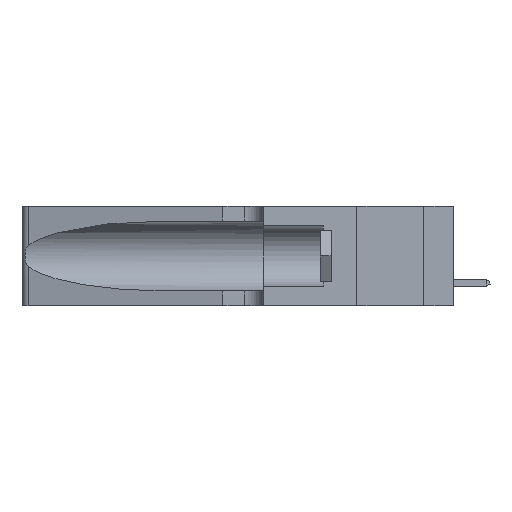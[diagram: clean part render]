
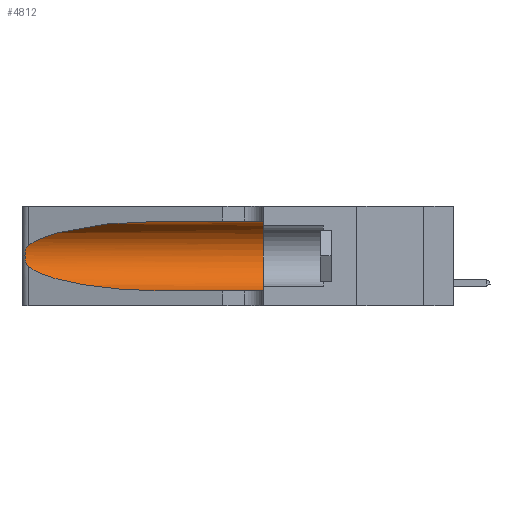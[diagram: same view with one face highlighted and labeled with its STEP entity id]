
A CAD part, left-side view. The second image highlights one B-rep face of the part: STEP entity #4812.
In plain terms, the highlighted cylindrical face has radius 3.308 mm (diameter 6.617 mm), a partial arc.
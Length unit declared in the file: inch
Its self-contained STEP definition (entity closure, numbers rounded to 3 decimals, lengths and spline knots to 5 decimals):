
#715 = ORIENTED_EDGE ( 'NONE', *, *, #14782, .T. ) ;
#1669 = VECTOR ( 'NONE', #33784, 39.37008 ) ;
#1682 = VERTEX_POINT ( 'NONE', #34386 ) ;
#1854 = DIRECTION ( 'NONE',  ( 0., 1., 0. ) ) ;
#3087 = VERTEX_POINT ( 'NONE', #8137 ) ;
#3142 = CARTESIAN_POINT ( 'NONE',  ( 0.2373, 1.15595, 0.08982 ) ) ;
#3863 = CARTESIAN_POINT ( 'NONE',  ( 0.18966, 0.96281, 0.31525 ) ) ;
#4108 = B_SPLINE_CURVE_WITH_KNOTS ( 'NONE', 3,
 ( #10763, #14309, #39707, #23525, #37036, #20416, #20560, #26809, #17583, #4273, #26956, #7520, #30247, #23813 ),
 .UNSPECIFIED., .F., .F.,
 ( 4, 2, 2, 2, 2, 2, 4 ),
 ( 0., 0.00027, 0.00053, 0.00107, 0.0016, 0.00187, 0.00214 ),
 .UNSPECIFIED. ) ;
#4273 = CARTESIAN_POINT ( 'NONE',  ( 0.25856, 1.23593, 0.16098 ) ) ;
#4812 = ADVANCED_FACE ( 'NONE', ( #12508 ), #38408, .F. ) ;
#5524 = CARTESIAN_POINT ( 'NONE',  ( 0.1305, 0.35, 0.185 ) ) ;
#5730 = LINE ( 'NONE', #27076, #1669 ) ;
#6892 = CIRCLE ( 'NONE', #15445, 0.13025 ) ;
#7520 = CARTESIAN_POINT ( 'NONE',  ( 0.25639, 1.23186, 0.15144 ) ) ;
#7832 = ORIENTED_EDGE ( 'NONE', *, *, #16847, .T. ) ;
#7915 = CARTESIAN_POINT ( 'NONE',  ( 0.25487, 1.22718, 0.14631 ) ) ;
#7949 = CARTESIAN_POINT ( 'NONE',  ( 0.1305, 0.35, 0.31525 ) ) ;
#8137 = CARTESIAN_POINT ( 'NONE',  ( 0.1305, 0.72297, 0.31525 ) ) ;
#8362 = VERTEX_POINT ( 'NONE', #16298 ) ;
#10567 = VERTEX_POINT ( 'NONE', #7949 ) ;
#10709 = LINE ( 'NONE', #22439, #17870 ) ;
#10763 = CARTESIAN_POINT ( 'NONE',  ( 0.25487, 1.22718, 0.22369 ) ) ;
#11377 = VERTEX_POINT ( 'NONE', #7915 ) ;
#12424 = ORIENTED_EDGE ( 'NONE', *, *, #25912, .T. ) ;
#12508 = FACE_OUTER_BOUND ( 'NONE', #27594, .T. ) ;
#13625 = CARTESIAN_POINT ( 'NONE',  ( 0.1305, 0.72297, 0.31525 ) ) ;
#14309 = CARTESIAN_POINT ( 'NONE',  ( 0.25555, 1.22994, 0.2215 ) ) ;
#14782 = EDGE_CURVE ( 'NONE', #11377, #36494, #28563, .T. ) ;
#15445 = AXIS2_PLACEMENT_3D ( 'NONE', #5524, #1854, #27799 ) ;
#15694 = ORIENTED_EDGE ( 'NONE', *, *, #34332, .T. ) ;
#16042 =( BOUNDED_CURVE ( )  B_SPLINE_CURVE ( 3, ( #13625, #3863, #26398, #26544 ),
 .UNSPECIFIED., .F., .F. ) 
 B_SPLINE_CURVE_WITH_KNOTS ( ( 4, 4 ),
 ( 1.5708, 2.84003 ),
 .UNSPECIFIED. ) 
 CURVE ( )  GEOMETRIC_REPRESENTATION_ITEM ( )  RATIONAL_B_SPLINE_CURVE ( ( 1., 0.87, 0.87, 1. ) ) 
 REPRESENTATION_ITEM ( '' )  );
#16298 = CARTESIAN_POINT ( 'NONE',  ( 0.1305, 0.35, 0.05475 ) ) ;
#16847 = EDGE_CURVE ( 'NONE', #1682, #11377, #4108, .T. ) ;
#17583 = CARTESIAN_POINT ( 'NONE',  ( 0.26017, 1.23833, 0.17102 ) ) ;
#17870 = VECTOR ( 'NONE', #26285, 39.37008 ) ;
#19333 = CARTESIAN_POINT ( 'NONE',  ( 0.1305, 0.72297, 0.05475 ) ) ;
#20416 = CARTESIAN_POINT ( 'NONE',  ( 0.26018, 1.23835, 0.19895 ) ) ;
#20560 = CARTESIAN_POINT ( 'NONE',  ( 0.26075, 1.23896, 0.19203 ) ) ;
#20718 = AXIS2_PLACEMENT_3D ( 'NONE', #23371, #33228, #39689 ) ;
#20758 = EDGE_CURVE ( 'NONE', #10567, #8362, #6892, .T. ) ;
#22439 = CARTESIAN_POINT ( 'NONE',  ( 0.1305, 1.61858, 0.31525 ) ) ;
#22939 = EDGE_CURVE ( 'NONE', #3087, #10567, #10709, .T. ) ;
#23371 = CARTESIAN_POINT ( 'NONE',  ( 0.1305, 1.61858, 0.185 ) ) ;
#23525 = CARTESIAN_POINT ( 'NONE',  ( 0.25787, 1.23484, 0.2124 ) ) ;
#23735 = ORIENTED_EDGE ( 'NONE', *, *, #20758, .F. ) ;
#23813 = CARTESIAN_POINT ( 'NONE',  ( 0.25487, 1.22718, 0.14631 ) ) ;
#25912 = EDGE_CURVE ( 'NONE', #36494, #8362, #5730, .T. ) ;
#26285 = DIRECTION ( 'NONE',  ( 0., -1., 0. ) ) ;
#26398 = CARTESIAN_POINT ( 'NONE',  ( 0.2373, 1.15595, 0.28018 ) ) ;
#26544 = CARTESIAN_POINT ( 'NONE',  ( 0.25487, 1.22718, 0.22369 ) ) ;
#26809 = CARTESIAN_POINT ( 'NONE',  ( 0.26075, 1.23896, 0.178 ) ) ;
#26956 = CARTESIAN_POINT ( 'NONE',  ( 0.25789, 1.23486, 0.15765 ) ) ;
#27076 = CARTESIAN_POINT ( 'NONE',  ( 0.1305, 1.61858, 0.05475 ) ) ;
#27594 = EDGE_LOOP ( 'NONE', ( #15694, #7832, #715, #12424, #23735, #29173 ) ) ;
#27799 = DIRECTION ( 'NONE',  ( 0., 0., 1. ) ) ;
#28141 = CARTESIAN_POINT ( 'NONE',  ( 0.25487, 1.22718, 0.14631 ) ) ;
#28563 =( BOUNDED_CURVE ( )  B_SPLINE_CURVE ( 3, ( #28141, #3142, #32271, #19333 ),
 .UNSPECIFIED., .F., .F. ) 
 B_SPLINE_CURVE_WITH_KNOTS ( ( 4, 4 ),
 ( 3.44316, 4.71239 ),
 .UNSPECIFIED. ) 
 CURVE ( )  GEOMETRIC_REPRESENTATION_ITEM ( )  RATIONAL_B_SPLINE_CURVE ( ( 1., 0.87, 0.87, 1. ) ) 
 REPRESENTATION_ITEM ( '' )  );
#29173 = ORIENTED_EDGE ( 'NONE', *, *, #22939, .F. ) ;
#30067 = CARTESIAN_POINT ( 'NONE',  ( 0.1305, 0.72297, 0.05475 ) ) ;
#30247 = CARTESIAN_POINT ( 'NONE',  ( 0.25555, 1.22993, 0.14849 ) ) ;
#32271 = CARTESIAN_POINT ( 'NONE',  ( 0.18966, 0.96281, 0.05475 ) ) ;
#33228 = DIRECTION ( 'NONE',  ( 0., -1., 0. ) ) ;
#33784 = DIRECTION ( 'NONE',  ( 0., -1., 0. ) ) ;
#34332 = EDGE_CURVE ( 'NONE', #3087, #1682, #16042, .T. ) ;
#34386 = CARTESIAN_POINT ( 'NONE',  ( 0.25487, 1.22718, 0.22369 ) ) ;
#36494 = VERTEX_POINT ( 'NONE', #30067 ) ;
#37036 = CARTESIAN_POINT ( 'NONE',  ( 0.25854, 1.2359, 0.20912 ) ) ;
#38408 = CYLINDRICAL_SURFACE ( 'NONE', #20718, 0.13025 ) ;
#39689 = DIRECTION ( 'NONE',  ( 0., 0., -1. ) ) ;
#39707 = CARTESIAN_POINT ( 'NONE',  ( 0.25639, 1.23184, 0.21858 ) ) ;
